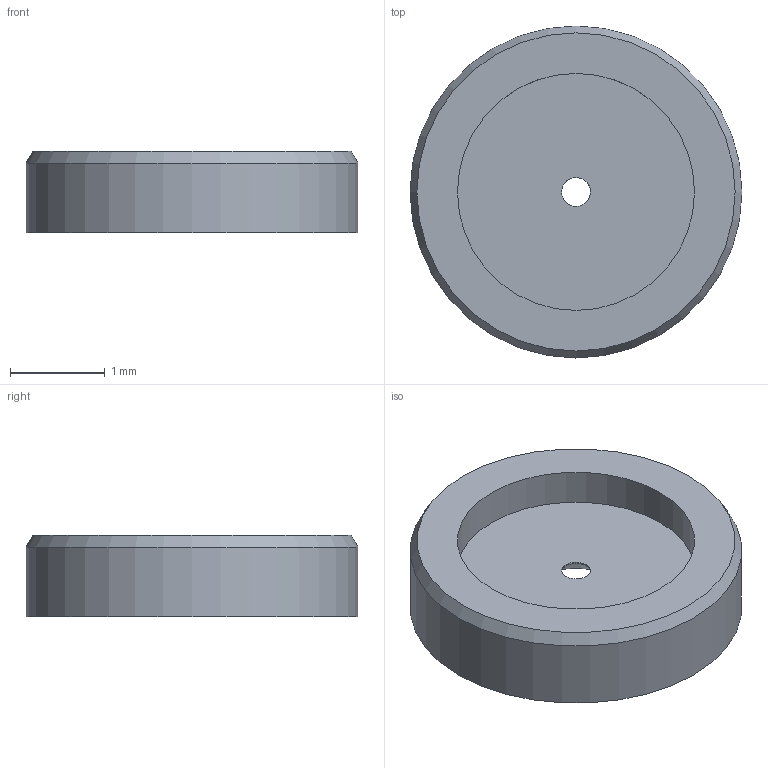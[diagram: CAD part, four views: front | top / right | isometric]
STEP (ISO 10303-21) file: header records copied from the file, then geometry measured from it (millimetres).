
FILE_DESCRIPTION(/* description */ (''),/* implementation_level */ '2;1');
FILE_NAME(/* name */ 'P0844253-02-Stop.stp',/* time_stamp */ '2023-09-14T07:08:25-07:00',/* author */ (''),/* organization */ (''),/* preprocessor_version */ 'ST-DEVELOPER v18.102',/* originating_system */ 'SIEMENS PLM Software NX2206.8900',/* authorisation */ '');
FILE_SCHEMA (('AUTOMOTIVE_DESIGN { 1 0 10303 214 3 1 1 1 }'));
Bounding box: 3.5 x 3.5 x 0.86 mm (x, y, z)
Volume: 6 mm3; surface area: 40.8 mm2
Topology: 2 solids, 2 shells, 12 faces, 24 edges, 17 vertices
Faces by surface type: plane 5, cylinder 3, cone 2, torus 1, extrusion 1
Full cylindrical faces by diameter (mm): 2.5 x2, 3.5 x1
Entity records: 519 total; most frequent: CRTPNT 272, DRCTN 45, FCBND 24, EDGLP 24, ORNEDG 24, A2PL3D 22, ADVFC 12, VRTPNT 12
